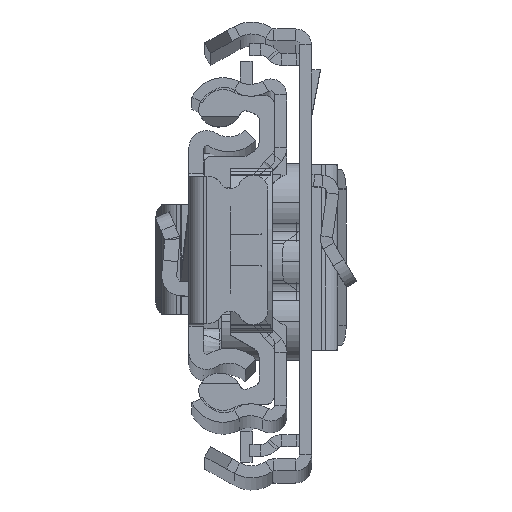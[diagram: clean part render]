
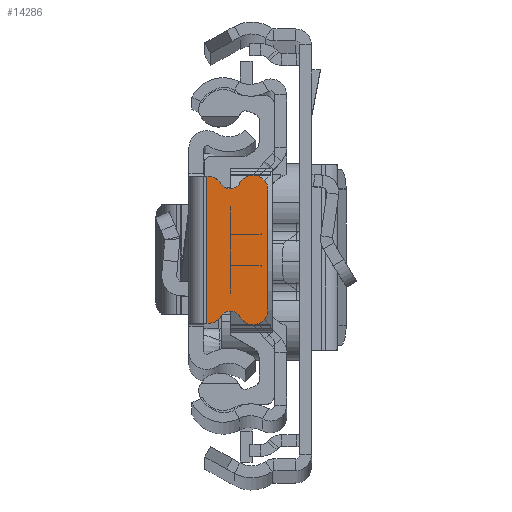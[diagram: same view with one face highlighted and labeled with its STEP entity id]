
A CAD part, top view. The second image highlights one B-rep face of the part: STEP entity #14286.
In plain terms, the highlighted planar face has unit normal (0, 0, 1).
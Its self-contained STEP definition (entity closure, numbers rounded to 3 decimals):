
#167 = CARTESIAN_POINT ( 'NONE',  ( -1.929, 7.37, 0. ) ) ;
#342 = VECTOR ( 'NONE', #10763, 1000. ) ;
#393 = EDGE_CURVE ( 'NONE', #24517, #18387, #25582, .T. ) ;
#575 = ORIENTED_EDGE ( 'NONE', *, *, #20586, .T. ) ;
#1152 = VERTEX_POINT ( 'NONE', #2659 ) ;
#1193 = AXIS2_PLACEMENT_3D ( 'NONE', #11494, #19644, #21484 ) ;
#1595 = ORIENTED_EDGE ( 'NONE', *, *, #7232, .T. ) ;
#2211 = EDGE_LOOP ( 'NONE', ( #21856, #13898, #1595, #4305, #12455, #17218, #12940, #21393, #575, #11690 ) ) ;
#2659 = CARTESIAN_POINT ( 'NONE',  ( -1.75, -7.37, 0. ) ) ;
#2958 = DIRECTION ( 'NONE',  ( 1., 0., 0. ) ) ;
#3165 = AXIS2_PLACEMENT_3D ( 'NONE', #7999, #5996, #4375 ) ;
#3365 = CARTESIAN_POINT ( 'NONE',  ( -7.929, -6., 0. ) ) ;
#3471 = LINE ( 'NONE', #21227, #15964 ) ;
#4222 = CARTESIAN_POINT ( 'NONE',  ( -1.75, 7.37, 0. ) ) ;
#4305 = ORIENTED_EDGE ( 'NONE', *, *, #5062, .T. ) ;
#4375 = DIRECTION ( 'NONE',  ( -1., 0., 0. ) ) ;
#4823 = DIRECTION ( 'NONE',  ( 0., -1., 0. ) ) ;
#4929 = CIRCLE ( 'NONE', #7058, 1.5 ) ;
#5062 = EDGE_CURVE ( 'NONE', #6180, #14762, #20885, .T. ) ;
#5186 = DIRECTION ( 'NONE',  ( 0., 0., 1. ) ) ;
#5289 = DIRECTION ( 'NONE',  ( 1., 0., 0. ) ) ;
#5996 = DIRECTION ( 'NONE',  ( 0., 0., 1. ) ) ;
#6081 = DIRECTION ( 'NONE',  ( 0., 0., 1. ) ) ;
#6180 = VERTEX_POINT ( 'NONE', #17502 ) ;
#6989 = VECTOR ( 'NONE', #4823, 1000. ) ;
#7018 = EDGE_CURVE ( 'NONE', #7601, #1152, #25511, .T. ) ;
#7058 = AXIS2_PLACEMENT_3D ( 'NONE', #11307, #7173, #5289 ) ;
#7069 = VERTEX_POINT ( 'NONE', #3365 ) ;
#7173 = DIRECTION ( 'NONE',  ( 0., 0., 1. ) ) ;
#7232 = EDGE_CURVE ( 'NONE', #17418, #6180, #10411, .T. ) ;
#7601 = VERTEX_POINT ( 'NONE', #4222 ) ;
#7703 = CARTESIAN_POINT ( 'NONE',  ( -5.109, 6.713, 0. ) ) ;
#7957 = DIRECTION ( 'NONE',  ( -1., 0., 0. ) ) ;
#7999 = CARTESIAN_POINT ( 'NONE',  ( -1.929, 5.87, 0. ) ) ;
#8678 = CARTESIAN_POINT ( 'NONE',  ( -7.929, -6., 0. ) ) ;
#9438 = CARTESIAN_POINT ( 'NONE',  ( -6.429, -6., 0. ) ) ;
#10057 = EDGE_CURVE ( 'NONE', #20677, #7069, #22306, .T. ) ;
#10223 = VERTEX_POINT ( 'NONE', #23640 ) ;
#10287 = DIRECTION ( 'NONE',  ( 0., 0., -1. ) ) ;
#10411 = CIRCLE ( 'NONE', #3165, 1.5 ) ;
#10763 = DIRECTION ( 'NONE',  ( -1., 0., 0. ) ) ;
#11307 = CARTESIAN_POINT ( 'NONE',  ( -1.929, -5.87, 0. ) ) ;
#11494 = CARTESIAN_POINT ( 'NONE',  ( 694.071, 0., 0. ) ) ;
#11690 = ORIENTED_EDGE ( 'NONE', *, *, #23831, .F. ) ;
#12455 = ORIENTED_EDGE ( 'NONE', *, *, #23670, .T. ) ;
#12937 = CARTESIAN_POINT ( 'NONE',  ( -5.109, -6.713, 0. ) ) ;
#12940 = ORIENTED_EDGE ( 'NONE', *, *, #23069, .T. ) ;
#13254 = CARTESIAN_POINT ( 'NONE',  ( -1.75, 0., 0. ) ) ;
#13336 = DIRECTION ( 'NONE',  ( 1., 0., 0. ) ) ;
#13368 = FACE_OUTER_BOUND ( 'NONE', #2211, .T. ) ;
#13898 = ORIENTED_EDGE ( 'NONE', *, *, #20158, .F. ) ;
#13974 = CIRCLE ( 'NONE', #25486, 1.5 ) ;
#14286 = ADVANCED_FACE ( 'NONE', ( #13368 ), #17222, .T. ) ;
#14472 = DIRECTION ( 'NONE',  ( 0., 0., -1. ) ) ;
#14762 = VERTEX_POINT ( 'NONE', #7703 ) ;
#15313 = LINE ( 'NONE', #20904, #342 ) ;
#15964 = VECTOR ( 'NONE', #2958, 1000. ) ;
#17064 = AXIS2_PLACEMENT_3D ( 'NONE', #24315, #10287, #22292 ) ;
#17218 = ORIENTED_EDGE ( 'NONE', *, *, #10057, .T. ) ;
#17222 = PLANE ( 'NONE',  #1193 ) ;
#17418 = VERTEX_POINT ( 'NONE', #167 ) ;
#17502 = CARTESIAN_POINT ( 'NONE',  ( -3.206, 6.658, 0. ) ) ;
#17643 = VECTOR ( 'NONE', #24328, 1000. ) ;
#18387 = VERTEX_POINT ( 'NONE', #25716 ) ;
#19155 = CARTESIAN_POINT ( 'NONE',  ( -4.142, -7.236, 0. ) ) ;
#19558 = AXIS2_PLACEMENT_3D ( 'NONE', #26227, #6081, #7957 ) ;
#19644 = DIRECTION ( 'NONE',  ( 0., 0., 1. ) ) ;
#20158 = EDGE_CURVE ( 'NONE', #17418, #7601, #3471, .T. ) ;
#20586 = EDGE_CURVE ( 'NONE', #18387, #10223, #4929, .T. ) ;
#20677 = VERTEX_POINT ( 'NONE', #21836 ) ;
#20885 = CIRCLE ( 'NONE', #17064, 1.1 ) ;
#20904 = CARTESIAN_POINT ( 'NONE',  ( -1.929, -7.37, 0. ) ) ;
#21227 = CARTESIAN_POINT ( 'NONE',  ( -1.929, 7.37, 0. ) ) ;
#21393 = ORIENTED_EDGE ( 'NONE', *, *, #393, .T. ) ;
#21484 = DIRECTION ( 'NONE',  ( 1., 0., 0. ) ) ;
#21836 = CARTESIAN_POINT ( 'NONE',  ( -7.929, 6., 0. ) ) ;
#21856 = ORIENTED_EDGE ( 'NONE', *, *, #7018, .F. ) ;
#22292 = DIRECTION ( 'NONE',  ( 1., 0., 0. ) ) ;
#22306 = LINE ( 'NONE', #8678, #17643 ) ;
#22597 = DIRECTION ( 'NONE',  ( -1., 0., 0. ) ) ;
#23069 = EDGE_CURVE ( 'NONE', #7069, #24517, #13974, .T. ) ;
#23383 = CIRCLE ( 'NONE', #19558, 1.5 ) ;
#23640 = CARTESIAN_POINT ( 'NONE',  ( -1.929, -7.37, 0. ) ) ;
#23670 = EDGE_CURVE ( 'NONE', #14762, #20677, #23383, .T. ) ;
#23831 = EDGE_CURVE ( 'NONE', #1152, #10223, #15313, .T. ) ;
#23871 = AXIS2_PLACEMENT_3D ( 'NONE', #19155, #14472, #22597 ) ;
#24315 = CARTESIAN_POINT ( 'NONE',  ( -4.142, 7.236, 0. ) ) ;
#24328 = DIRECTION ( 'NONE',  ( 0., -1., 0. ) ) ;
#24517 = VERTEX_POINT ( 'NONE', #12937 ) ;
#25486 = AXIS2_PLACEMENT_3D ( 'NONE', #9438, #5186, #13336 ) ;
#25511 = LINE ( 'NONE', #13254, #6989 ) ;
#25582 = CIRCLE ( 'NONE', #23871, 1.1 ) ;
#25716 = CARTESIAN_POINT ( 'NONE',  ( -3.206, -6.658, 0. ) ) ;
#26227 = CARTESIAN_POINT ( 'NONE',  ( -6.429, 6., 0. ) ) ;
